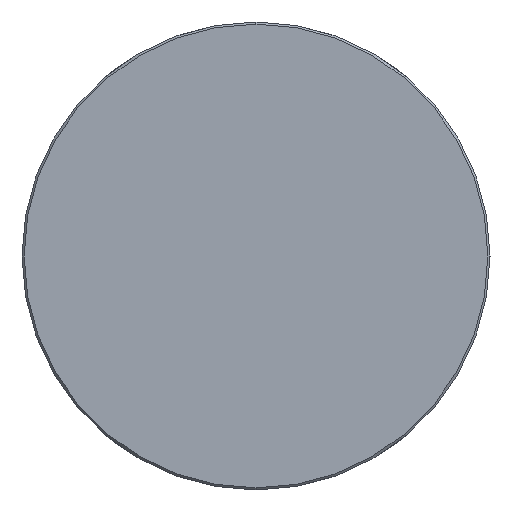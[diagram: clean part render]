
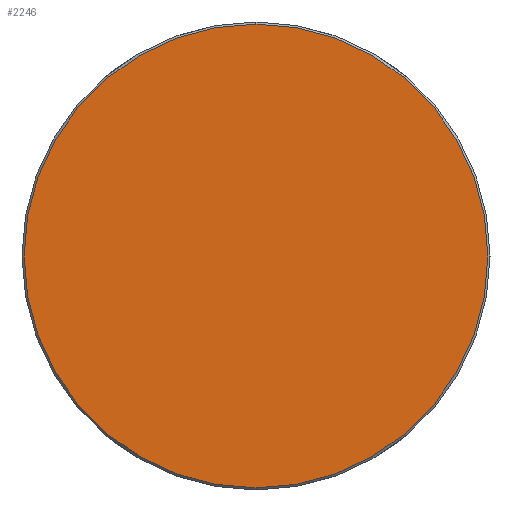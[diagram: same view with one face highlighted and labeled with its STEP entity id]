
A CAD part, left-side view. The second image highlights one B-rep face of the part: STEP entity #2246.
In plain terms, the highlighted planar face has unit normal (-1, 0, 0).
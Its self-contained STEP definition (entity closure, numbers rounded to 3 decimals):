
#53 = DIRECTION ( 'NONE',  ( -1., 0., 0. ) ) ;
#80 = EDGE_CURVE ( 'NONE', #1383, #536, #1076, .T. ) ;
#185 = CIRCLE ( 'NONE', #372, 54.5 ) ;
#200 = DIRECTION ( 'NONE',  ( -1., 0., 0. ) ) ;
#213 = EDGE_CURVE ( 'NONE', #536, #1383, #185, .T. ) ;
#356 = DIRECTION ( 'NONE',  ( 0., -1., 0. ) ) ;
#372 = AXIS2_PLACEMENT_3D ( 'NONE', #2153, #53, #952 ) ;
#380 = AXIS2_PLACEMENT_3D ( 'NONE', #1704, #835, #818 ) ;
#536 = VERTEX_POINT ( 'NONE', #856 ) ;
#612 = EDGE_LOOP ( 'NONE', ( #1984, #1078 ) ) ;
#818 = DIRECTION ( 'NONE',  ( 0., 0., -1. ) ) ;
#835 = DIRECTION ( 'NONE',  ( -1., 0., 0. ) ) ;
#845 = FACE_OUTER_BOUND ( 'NONE', #612, .T. ) ;
#856 = CARTESIAN_POINT ( 'NONE',  ( -88.35, 0., 54.5 ) ) ;
#952 = DIRECTION ( 'NONE',  ( 0., 0., -1. ) ) ;
#1076 = CIRCLE ( 'NONE', #380, 54.5 ) ;
#1078 = ORIENTED_EDGE ( 'NONE', *, *, #213, .T. ) ;
#1235 = CARTESIAN_POINT ( 'NONE',  ( -88.35, 55.154, -55.154 ) ) ;
#1383 = VERTEX_POINT ( 'NONE', #1853 ) ;
#1515 = AXIS2_PLACEMENT_3D ( 'NONE', #1235, #200, #356 ) ;
#1704 = CARTESIAN_POINT ( 'NONE',  ( -88.35, 0., 0. ) ) ;
#1853 = CARTESIAN_POINT ( 'NONE',  ( -88.35, 0., -54.5 ) ) ;
#1896 = PLANE ( 'NONE',  #1515 ) ;
#1984 = ORIENTED_EDGE ( 'NONE', *, *, #80, .T. ) ;
#2153 = CARTESIAN_POINT ( 'NONE',  ( -88.35, 0., 0. ) ) ;
#2246 = ADVANCED_FACE ( 'NONE', ( #845 ), #1896, .T. ) ;
